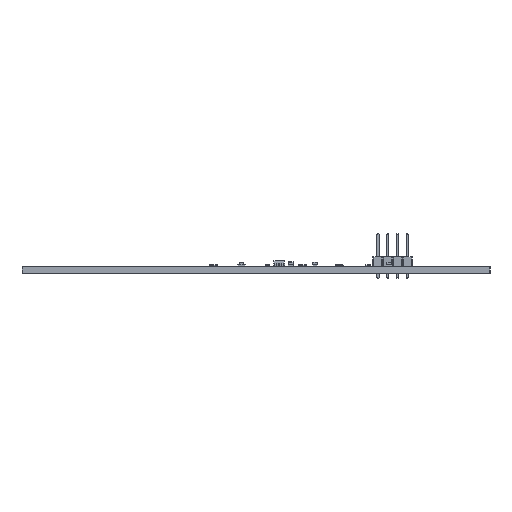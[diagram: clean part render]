
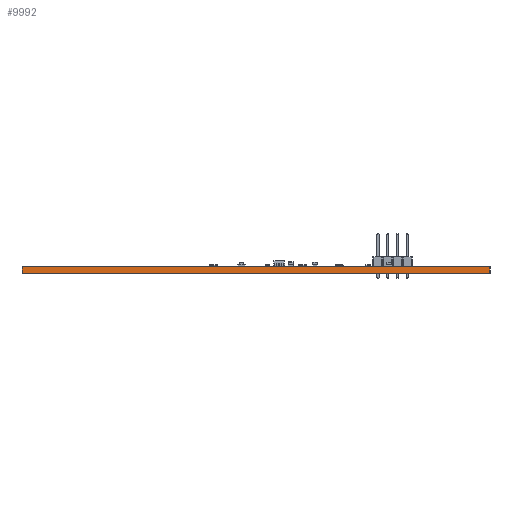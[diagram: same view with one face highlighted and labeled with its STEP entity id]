
A CAD part, left-side view. The second image highlights one B-rep face of the part: STEP entity #9992.
In plain terms, the highlighted planar face has unit normal (-1, 0, 0).
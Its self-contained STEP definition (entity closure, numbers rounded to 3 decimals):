
#9936 = VERTEX_POINT('',#9937);
#9937 = CARTESIAN_POINT('',(40.,-163.,1.6));
#9943 = EDGE_CURVE('',#9944,#9936,#9946,.T.);
#9944 = VERTEX_POINT('',#9945);
#9945 = CARTESIAN_POINT('',(40.,-163.,0.));
#9946 = LINE('',#9947,#9948);
#9947 = CARTESIAN_POINT('',(40.,-163.,0.));
#9948 = VECTOR('',#9949,1.);
#9949 = DIRECTION('',(0.,0.,1.));
#9992 = ADVANCED_FACE('',(#9993),#10018,.T.);
#9993 = FACE_BOUND('',#9994,.T.);
#9994 = EDGE_LOOP('',(#9995,#9996,#10004,#10012));
#9995 = ORIENTED_EDGE('',*,*,#9943,.T.);
#9996 = ORIENTED_EDGE('',*,*,#9997,.T.);
#9997 = EDGE_CURVE('',#9936,#9998,#10000,.T.);
#9998 = VERTEX_POINT('',#9999);
#9999 = CARTESIAN_POINT('',(40.,-42.,1.6));
#10000 = LINE('',#10001,#10002);
#10001 = CARTESIAN_POINT('',(40.,-163.,1.6));
#10002 = VECTOR('',#10003,1.);
#10003 = DIRECTION('',(0.,1.,0.));
#10004 = ORIENTED_EDGE('',*,*,#10005,.F.);
#10005 = EDGE_CURVE('',#10006,#9998,#10008,.T.);
#10006 = VERTEX_POINT('',#10007);
#10007 = CARTESIAN_POINT('',(40.,-42.,0.));
#10008 = LINE('',#10009,#10010);
#10009 = CARTESIAN_POINT('',(40.,-42.,0.));
#10010 = VECTOR('',#10011,1.);
#10011 = DIRECTION('',(0.,0.,1.));
#10012 = ORIENTED_EDGE('',*,*,#10013,.F.);
#10013 = EDGE_CURVE('',#9944,#10006,#10014,.T.);
#10014 = LINE('',#10015,#10016);
#10015 = CARTESIAN_POINT('',(40.,-163.,0.));
#10016 = VECTOR('',#10017,1.);
#10017 = DIRECTION('',(0.,1.,0.));
#10018 = PLANE('',#10019);
#10019 = AXIS2_PLACEMENT_3D('',#10020,#10021,#10022);
#10020 = CARTESIAN_POINT('',(40.,-163.,0.));
#10021 = DIRECTION('',(-1.,0.,0.));
#10022 = DIRECTION('',(0.,1.,0.));
